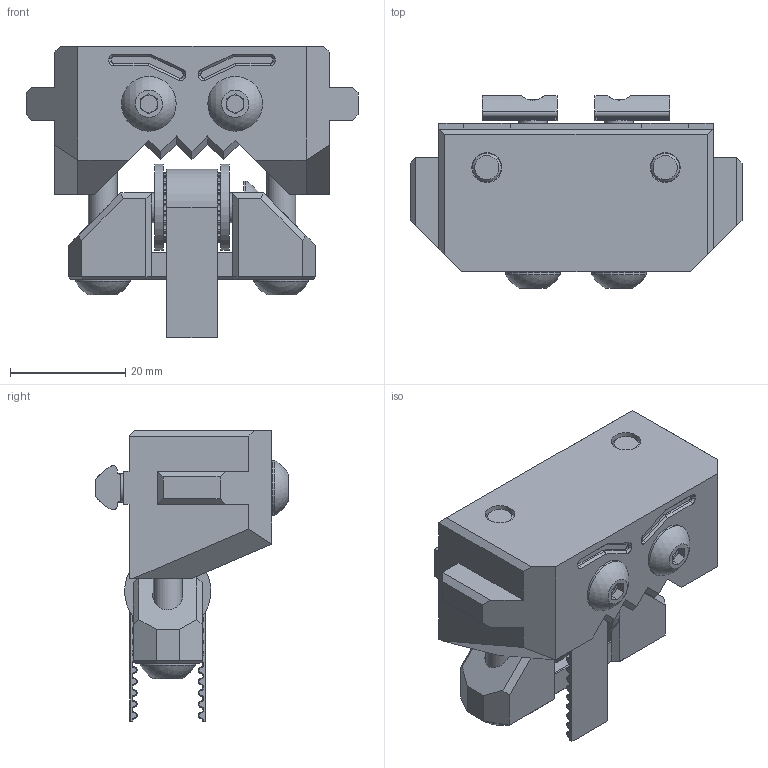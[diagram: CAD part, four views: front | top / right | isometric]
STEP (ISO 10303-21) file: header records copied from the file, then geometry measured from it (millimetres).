
FILE_DESCRIPTION(/* description */ (''),/* implementation_level */ '2;1');
FILE_NAME(/* name */ 'BZI.step',/* time_stamp */ '2025-05-21T16:27:18-05:00',/* author */ (''),/* organization */ (''),/* preprocessor_version */ 'ST-DEVELOPER v20.1',/* originating_system */ 'Autodesk Translation Framework v14.10.0.0',/* authorisation */ '');
FILE_SCHEMA (('AUTOMOTIVE_DESIGN { 1 0 10303 214 3 1 1 }'));
Length unit declared in the file: millimetre
Products named in the file (16): Idler_Assembly; Idler_Hardware; Z_Belts:1; M5 Nut:1; M5x30 BHCS:1; M5x30 BHCS:2; M5 Nut:2; 2020 Drop-in T-nut, M5 (53):1; 2020 Drop-in T-nut, M5 (53):2; GT2 20T Idler Gates 9mm:1; M5x40 BHCS:1; 5mmx22mm pin:1; M5x40 BHCS:2; M5x20 BHCS; Idler_Body; Carrier:1
Assembly tree (15 placements, depth 3):
  Idler_Assembly
    Idler_Hardware
      Z_Belts:1
      M5 Nut:1
      M5x30 BHCS:1
      M5x30 BHCS:2
      M5 Nut:2
      2020 Drop-in T-nut, M5 (53):1
      2020 Drop-in T-nut, M5 (53):2
      GT2 20T Idler Gates 9mm:1
      M5x40 BHCS:1
      5mmx22mm pin:1
      M5x40 BHCS:2
      M5x20 BHCS
    Idler_Body
    Carrier:1
Bounding box: 57.7 x 33.45 x 50.65 mm (x, y, z)
Volume: 32307.9 mm3; surface area: 18655.9 mm2
Topology: 16 solids, 16 shells, 1399 faces, 3343 edges, 1988 vertices
Faces by surface type: plane 698, cone 372, cylinder 313, bspline 7, sphere 5, torus 4
Full cylindrical faces by diameter (mm): 4.2 x2, 5 x10, 5.2 x6, 5.3 x2, 5.8 x2, 8 x1, 8.2 x2, 9 x4, 9.5 x5, 15 x2
Entity records: 41263 total; most frequent: CARTESIAN_POINT 7602, DIRECTION 7537, ORIENTED_EDGE 6672, EDGE_CURVE 3336, AXIS2_PLACEMENT_3D 2870, VERTEX_POINT 1988, LINE 1797, VECTOR 1797
